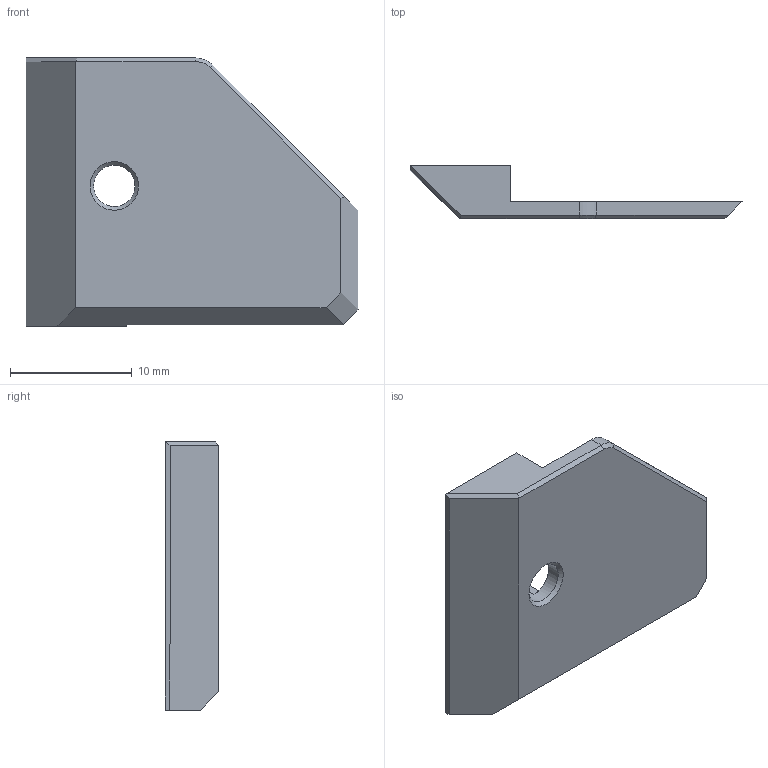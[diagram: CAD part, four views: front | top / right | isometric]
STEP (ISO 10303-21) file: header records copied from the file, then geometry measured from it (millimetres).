
FILE_DESCRIPTION(/* description */ ('','CAx-IF Rec.Pracs.---Representation and Presentation of Product Manufacturing Information (PMI)---4.0---2014-10-13'),/* implementation_level */ '2;1');
FILE_NAME(/* name */ 'Right_Swing_Panel_Clip_Clearanced_TopHat.step',/* time_stamp */ '2024-11-21T02:54:01-05:00',/* author */ (''),/* organization */ (''),/* preprocessor_version */ 'ST-DEVELOPER v20',/* originating_system */ 'Autodesk Translation Framework v13.20.0.188',/* authorisation */ '');
FILE_SCHEMA (('AP242_MANAGED_MODEL_BASED_3D_ENGINEERING_MIM_LF { 1 0 10303 442 1 1 4 }'));
Length unit declared in the file: millimetre
Products named in the file (1): Lower Left Clip (1)
Bounding box: 27.24 x 4.42 x 22 mm (x, y, z)
Volume: 1018.9 mm3; surface area: 1245.2 mm2
Topology: 1 solids, 1 shells, 27 faces, 73 edges, 47 vertices
Faces by surface type: plane 22, cone 3, cylinder 2
Full cylindrical faces by diameter (mm): 3.4 x1
Entity records: 880 total; most frequent: CARTESIAN_POINT 148, ORIENTED_EDGE 146, DIRECTION 138, EDGE_CURVE 73, LINE 64, VECTOR 64, VERTEX_POINT 47, AXIS2_PLACEMENT_3D 37
